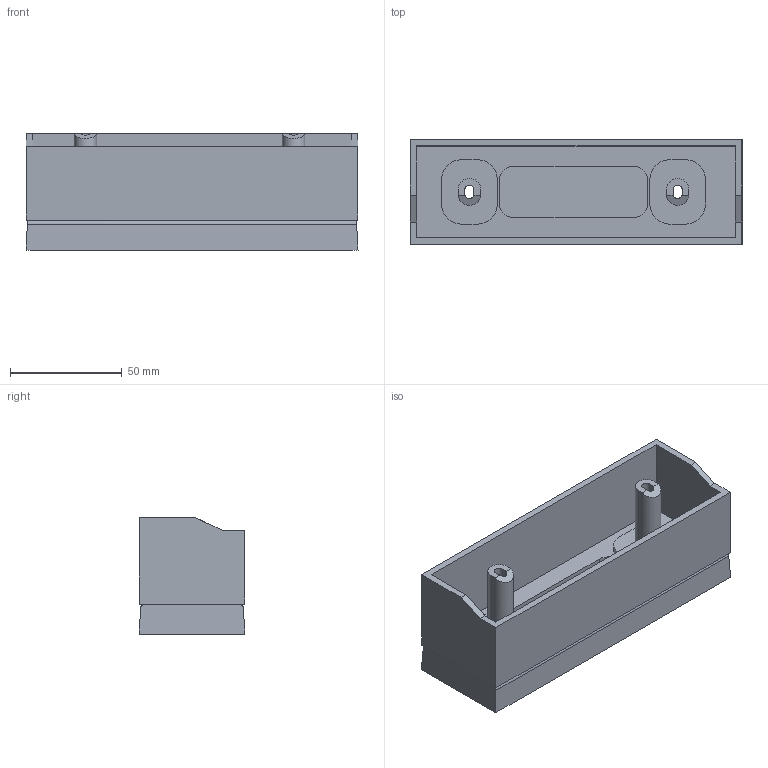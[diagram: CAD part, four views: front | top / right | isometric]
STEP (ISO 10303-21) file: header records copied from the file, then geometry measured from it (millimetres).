
FILE_DESCRIPTION(/* description */ (''),/* implementation_level */ '2;1');
FILE_NAME(/* name */ 'Eufy Doorbell Spacer.step',/* time_stamp */ '2026-01-01T20:18:40-06:00',/* author */ (''),/* organization */ (''),/* preprocessor_version */ 'ST-DEVELOPER v20.1',/* originating_system */ 'Autodesk Translation Framework v14.21.0.0',/* authorisation */ '');
FILE_SCHEMA (('AUTOMOTIVE_DESIGN { 1 0 10303 214 3 1 1 }'));
Length unit declared in the file: millimetre
Products named in the file (3): (Unsaved); Doorbell Back; Spacer
Assembly tree (2 placements, depth 2):
  (Unsaved)
    Doorbell Back
    Spacer
Bounding box: 148.41 x 47.21 x 52 mm (x, y, z)
Volume: 86879 mm3; surface area: 65138.8 mm2
Topology: 2 solids, 2 shells, 143 faces, 382 edges, 252 vertices
Faces by surface type: plane 89, cylinder 50, cone 4
Entity records: 4585 total; most frequent: DIRECTION 792, CARTESIAN_POINT 783, ORIENTED_EDGE 764, EDGE_CURVE 382, LINE 270, VECTOR 270, AXIS2_PLACEMENT_3D 261, VERTEX_POINT 252
